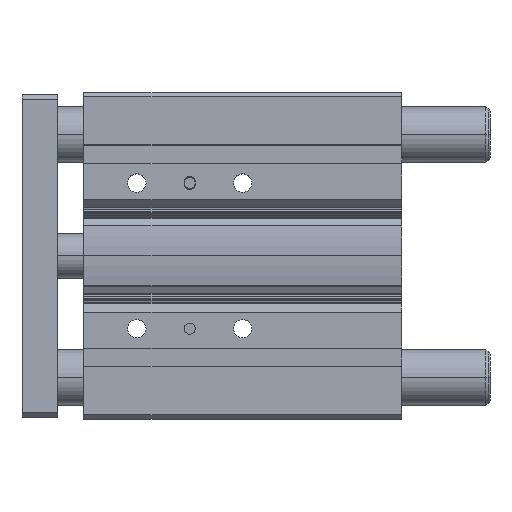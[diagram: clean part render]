
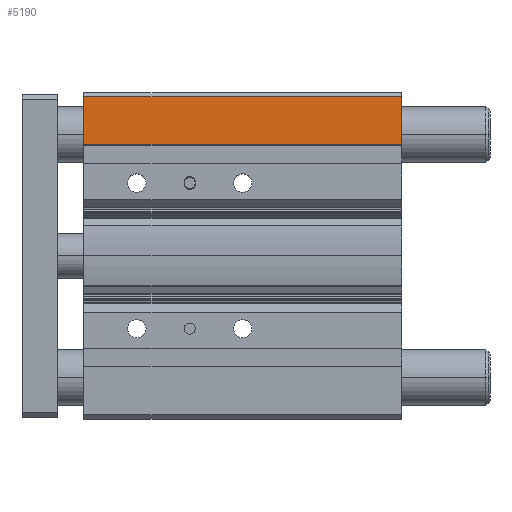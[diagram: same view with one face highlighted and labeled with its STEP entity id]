
A CAD part, top view. The second image highlights one B-rep face of the part: STEP entity #5190.
In plain terms, the highlighted planar face has unit normal (0, 0, 1).
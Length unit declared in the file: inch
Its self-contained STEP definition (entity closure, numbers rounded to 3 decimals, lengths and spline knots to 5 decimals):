
#55 = DIRECTION ( 'NONE',  ( 0., -1., 0. ) ) ;
#427 = DIRECTION ( 'NONE',  ( 0., -1., 0. ) ) ;
#1490 = CARTESIAN_POINT ( 'NONE',  ( 5.66929, 1.97835, 1.25984 ) ) ;
#1766 = LINE ( 'NONE', #10672, #14138 ) ;
#1841 = VERTEX_POINT ( 'NONE', #6336 ) ;
#1908 = DIRECTION ( 'NONE',  ( -1., 0., 0. ) ) ;
#2341 = VECTOR ( 'NONE', #5392, 39.37008 ) ;
#3813 = CARTESIAN_POINT ( 'NONE',  ( 5.66929, 1.97835, 1.25984 ) ) ;
#3930 = VERTEX_POINT ( 'NONE', #6662 ) ;
#4018 = VERTEX_POINT ( 'NONE', #4821 ) ;
#4324 = PLANE ( 'NONE',  #10222 ) ;
#4694 = LINE ( 'NONE', #3813, #8127 ) ;
#4821 = CARTESIAN_POINT ( 'NONE',  ( 0., 2.83465, 1.25984 ) ) ;
#4852 = LINE ( 'NONE', #12573, #6118 ) ;
#5190 = ADVANCED_FACE ( 'NONE', ( #13307 ), #4324, .F. ) ;
#5363 = EDGE_LOOP ( 'NONE', ( #9117, #9382, #12893, #11822 ) ) ;
#5392 = DIRECTION ( 'NONE',  ( 0., -1., 0. ) ) ;
#5573 = DIRECTION ( 'NONE',  ( 0., 0., -1. ) ) ;
#6118 = VECTOR ( 'NONE', #427, 39.37008 ) ;
#6336 = CARTESIAN_POINT ( 'NONE',  ( 0., 1.97835, 1.25984 ) ) ;
#6375 = VERTEX_POINT ( 'NONE', #1490 ) ;
#6662 = CARTESIAN_POINT ( 'NONE',  ( 5.66929, 2.83465, 1.25984 ) ) ;
#6718 = LINE ( 'NONE', #11210, #2341 ) ;
#7715 = CARTESIAN_POINT ( 'NONE',  ( 5.66929, 2.83465, 1.25984 ) ) ;
#8127 = VECTOR ( 'NONE', #9191, 39.37008 ) ;
#8150 = EDGE_CURVE ( 'NONE', #6375, #1841, #4694, .T. ) ;
#9117 = ORIENTED_EDGE ( 'NONE', *, *, #11513, .T. ) ;
#9191 = DIRECTION ( 'NONE',  ( -1., 0., 0. ) ) ;
#9382 = ORIENTED_EDGE ( 'NONE', *, *, #8150, .F. ) ;
#10222 = AXIS2_PLACEMENT_3D ( 'NONE', #7715, #5573, #55 ) ;
#10672 = CARTESIAN_POINT ( 'NONE',  ( 5.66929, 2.83465, 1.25984 ) ) ;
#11210 = CARTESIAN_POINT ( 'NONE',  ( 5.66929, 2.83465, 1.25984 ) ) ;
#11219 = EDGE_CURVE ( 'NONE', #3930, #6375, #6718, .T. ) ;
#11513 = EDGE_CURVE ( 'NONE', #4018, #1841, #4852, .T. ) ;
#11655 = EDGE_CURVE ( 'NONE', #3930, #4018, #1766, .T. ) ;
#11822 = ORIENTED_EDGE ( 'NONE', *, *, #11655, .T. ) ;
#12573 = CARTESIAN_POINT ( 'NONE',  ( 0., 2.83465, 1.25984 ) ) ;
#12893 = ORIENTED_EDGE ( 'NONE', *, *, #11219, .F. ) ;
#13307 = FACE_OUTER_BOUND ( 'NONE', #5363, .T. ) ;
#14138 = VECTOR ( 'NONE', #1908, 39.37008 ) ;
